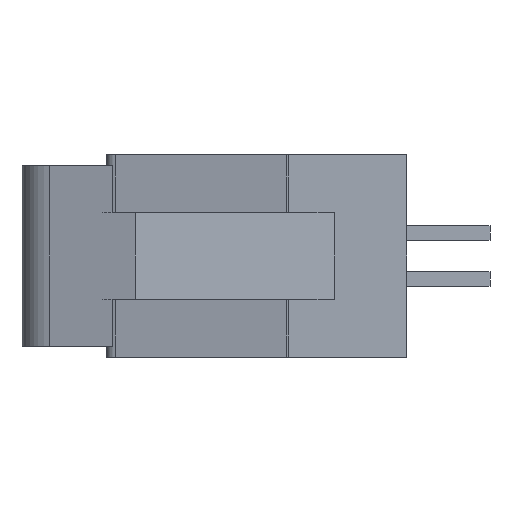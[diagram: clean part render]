
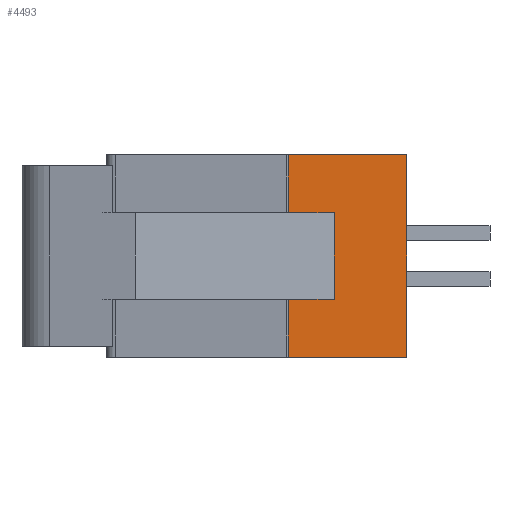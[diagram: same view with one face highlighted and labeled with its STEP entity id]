
A CAD part, left-side view. The second image highlights one B-rep face of the part: STEP entity #4493.
In plain terms, the highlighted planar face has unit normal (-1, 0, 0).
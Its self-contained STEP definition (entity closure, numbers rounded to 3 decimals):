
#15=DIRECTION('',(0.,-1.,0.));
#16=VECTOR('',#15,3.27);
#17=CARTESIAN_POINT('',(-13.575,3.27,-2.8));
#18=LINE('3940',#17,#16);
#316=DIRECTION('',(0.,-1.,0.));
#317=VECTOR('',#316,1.27);
#318=CARTESIAN_POINT('',(-13.575,3.27,1.2));
#319=LINE('4040',#318,#317);
#320=DIRECTION('',(0.,0.,1.));
#321=VECTOR('',#320,1.6);
#322=CARTESIAN_POINT('',(-13.575,3.27,1.2));
#323=LINE('4052',#322,#321);
#324=DIRECTION('',(0.,0.,1.));
#325=VECTOR('',#324,1.6);
#326=CARTESIAN_POINT('',(-13.575,3.27,-2.8));
#327=LINE('4051',#326,#325);
#328=DIRECTION('',(0.,-1.,0.));
#329=VECTOR('',#328,1.27);
#330=CARTESIAN_POINT('',(-13.575,3.27,-1.2));
#331=LINE('4041',#330,#329);
#332=DIRECTION('',(0.,0.,1.));
#333=VECTOR('',#332,2.4);
#334=CARTESIAN_POINT('',(-13.575,2.,-1.2));
#335=LINE('4042',#334,#333);
#568=DIRECTION('',(0.,-1.,0.));
#569=VECTOR('',#568,3.27);
#570=CARTESIAN_POINT('',(-13.575,3.27,2.8));
#571=LINE('3946',#570,#569);
#2508=DIRECTION('',(0.,0.,1.));
#2509=VECTOR('',#2508,5.6);
#2510=CARTESIAN_POINT('',(-13.575,0.,-2.8));
#2511=LINE('3884',#2510,#2509);
#3177=CARTESIAN_POINT('',(-13.575,0.,-2.8));
#3178=CARTESIAN_POINT('',(-13.575,0.,2.8));
#3179=VERTEX_POINT('',#3177);
#3180=VERTEX_POINT('',#3178);
#3257=CARTESIAN_POINT('',(-13.575,3.27,-2.8));
#3259=VERTEX_POINT('',#3257);
#3262=CARTESIAN_POINT('',(-13.575,3.27,2.8));
#3264=VERTEX_POINT('',#3262);
#3405=CARTESIAN_POINT('',(-13.575,3.27,1.2));
#3406=CARTESIAN_POINT('',(-13.575,2.,1.2));
#3407=VERTEX_POINT('',#3405);
#3408=VERTEX_POINT('',#3406);
#3409=CARTESIAN_POINT('',(-13.575,3.27,-1.2));
#3410=CARTESIAN_POINT('',(-13.575,2.,-1.2));
#3411=VERTEX_POINT('',#3409);
#3412=VERTEX_POINT('',#3410);
#4474=CARTESIAN_POINT('',(-13.575,3.3,-2.8));
#4475=DIRECTION('',(-1.,0.,0.));
#4476=DIRECTION('',(0.,-1.,0.));
#4477=AXIS2_PLACEMENT_3D('',#4474,#4475,#4476);
#4478=PLANE('3586',#4477);
#4479=ORIENTED_EDGE('4040',*,*,#4456,.F.);
#4481=ORIENTED_EDGE('4052',*,*,#4480,.T.);
#4483=ORIENTED_EDGE('3946',*,*,#4482,.T.);
#4485=ORIENTED_EDGE('3884',*,*,#4484,.F.);
#4486=ORIENTED_EDGE('3940',*,*,#4212,.F.);
#4488=ORIENTED_EDGE('4051',*,*,#4487,.T.);
#4489=ORIENTED_EDGE('4041',*,*,#4379,.T.);
#4490=ORIENTED_EDGE('4042',*,*,#4466,.T.);
#4491=EDGE_LOOP('3586',(#4479,#4481,#4483,#4485,#4486,#4488,#4489,#4490));
#4492=FACE_OUTER_BOUND('3586',#4491,.F.);
#4493=ADVANCED_FACE('3586',(#4492),#4478,.T.);
#4212=EDGE_CURVE('3940',#3259,#3179,#18,.T.);
#4379=EDGE_CURVE('4041',#3411,#3412,#331,.T.);
#4456=EDGE_CURVE('4040',#3407,#3408,#319,.T.);
#4466=EDGE_CURVE('4042',#3412,#3408,#335,.T.);
#4480=EDGE_CURVE('4052',#3407,#3264,#323,.T.);
#4482=EDGE_CURVE('3946',#3264,#3180,#571,.T.);
#4484=EDGE_CURVE('3884',#3179,#3180,#2511,.T.);
#4487=EDGE_CURVE('4051',#3259,#3411,#327,.T.);
